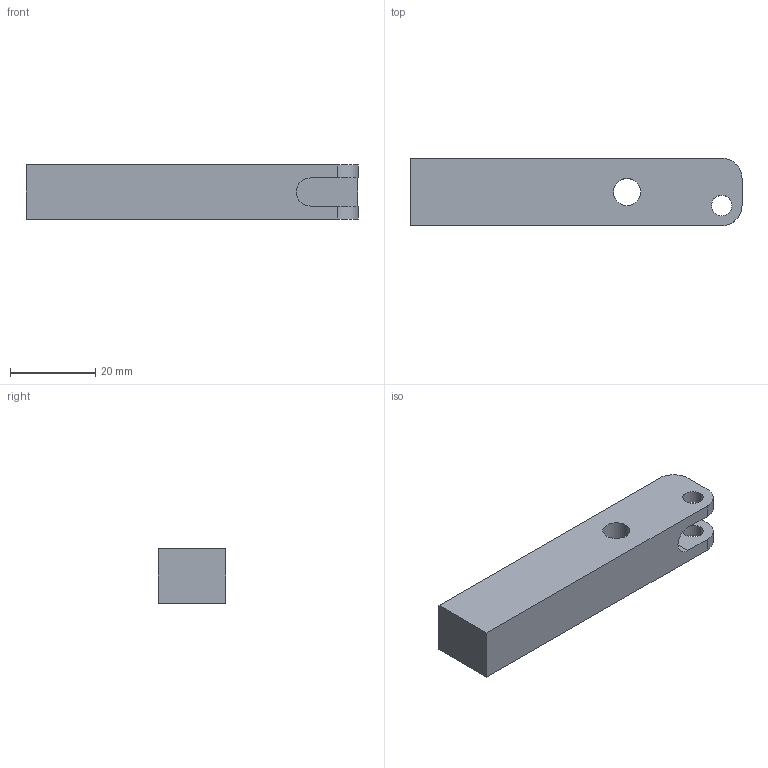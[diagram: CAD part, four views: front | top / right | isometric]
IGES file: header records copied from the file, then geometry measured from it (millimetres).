
Start section:  PTC IGES file: 91600402.igs
Global section: file name: 91600402.igs; native system: Pro/ENGINEER by Parametric Technology Corporation; preprocessor: 2004290; author: KR; organization: Unknown; date: 041013.162414; units: inch
Bounding box: 77.9 x 15.88 x 12.7 mm (x, y, z)
Surface area: 5288.3 mm2 (no closed solid volume)
Topology: 0 solids, 0 shells, 20 faces, 156 edges, 198 vertices
Faces by surface type: bspline 10, revolution 10
